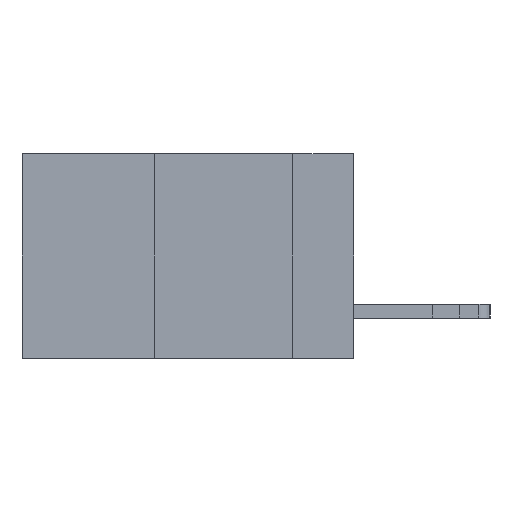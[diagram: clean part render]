
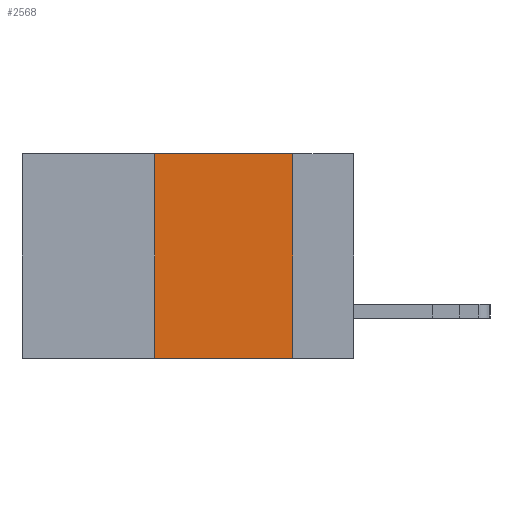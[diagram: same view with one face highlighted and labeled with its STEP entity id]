
A CAD part, left-side view. The second image highlights one B-rep face of the part: STEP entity #2568.
In plain terms, the highlighted planar face has unit normal (-1, 0, 0).
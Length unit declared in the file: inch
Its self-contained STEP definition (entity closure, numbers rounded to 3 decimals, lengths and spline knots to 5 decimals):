
#1184 = VERTEX_POINT ( 'NONE', #4447 ) ;
#1266 = ORIENTED_EDGE ( 'NONE', *, *, #4775, .F. ) ;
#1600 = FACE_OUTER_BOUND ( 'NONE', #2522, .T. ) ;
#2522 = EDGE_LOOP ( 'NONE', ( #1266, #2671, #6446, #12185 ) ) ;
#2568 = ADVANCED_FACE ( 'NONE', ( #1600 ), #13382, .F. ) ;
#2671 = ORIENTED_EDGE ( 'NONE', *, *, #16212, .F. ) ;
#3430 = LINE ( 'NONE', #4400, #3675 ) ;
#3468 = CARTESIAN_POINT ( 'NONE',  ( 0., 0.36, 0. ) ) ;
#3675 = VECTOR ( 'NONE', #8623, 39.37008 ) ;
#3800 = VECTOR ( 'NONE', #15830, 39.37008 ) ;
#3819 = EDGE_CURVE ( 'NONE', #15333, #1184, #11694, .T. ) ;
#4400 = CARTESIAN_POINT ( 'NONE',  ( 0., 0.11, 0. ) ) ;
#4447 = CARTESIAN_POINT ( 'NONE',  ( 0., 0.11, -0.37 ) ) ;
#4646 = VECTOR ( 'NONE', #10255, 39.37008 ) ;
#4775 = EDGE_CURVE ( 'NONE', #4882, #1184, #3430, .T. ) ;
#4882 = VERTEX_POINT ( 'NONE', #11612 ) ;
#5127 = LINE ( 'NONE', #15183, #4646 ) ;
#6446 = ORIENTED_EDGE ( 'NONE', *, *, #7912, .F. ) ;
#6889 = VERTEX_POINT ( 'NONE', #3468 ) ;
#7722 = AXIS2_PLACEMENT_3D ( 'NONE', #16105, #10815, #9444 ) ;
#7912 = EDGE_CURVE ( 'NONE', #15333, #6889, #5127, .T. ) ;
#8063 = CARTESIAN_POINT ( 'NONE',  ( 0., 0.6, 0. ) ) ;
#8623 = DIRECTION ( 'NONE',  ( 0., 0., -1. ) ) ;
#9444 = DIRECTION ( 'NONE',  ( 0., 0., -1. ) ) ;
#10255 = DIRECTION ( 'NONE',  ( 0., 0., 1. ) ) ;
#10677 = CARTESIAN_POINT ( 'NONE',  ( 0., 0.6, -0.37 ) ) ;
#10815 = DIRECTION ( 'NONE',  ( 1., 0., 0. ) ) ;
#11612 = CARTESIAN_POINT ( 'NONE',  ( 0., 0.11, 0. ) ) ;
#11694 = LINE ( 'NONE', #10677, #12915 ) ;
#12185 = ORIENTED_EDGE ( 'NONE', *, *, #3819, .T. ) ;
#12915 = VECTOR ( 'NONE', #14338, 39.37008 ) ;
#13274 = LINE ( 'NONE', #8063, #3800 ) ;
#13382 = PLANE ( 'NONE',  #7722 ) ;
#14338 = DIRECTION ( 'NONE',  ( 0., -1., 0. ) ) ;
#14917 = CARTESIAN_POINT ( 'NONE',  ( 0., 0.36, -0.37 ) ) ;
#15183 = CARTESIAN_POINT ( 'NONE',  ( 0., 0.36, 0. ) ) ;
#15333 = VERTEX_POINT ( 'NONE', #14917 ) ;
#15830 = DIRECTION ( 'NONE',  ( 0., -1., 0. ) ) ;
#16105 = CARTESIAN_POINT ( 'NONE',  ( 0., 0.6, 0. ) ) ;
#16212 = EDGE_CURVE ( 'NONE', #6889, #4882, #13274, .T. ) ;
